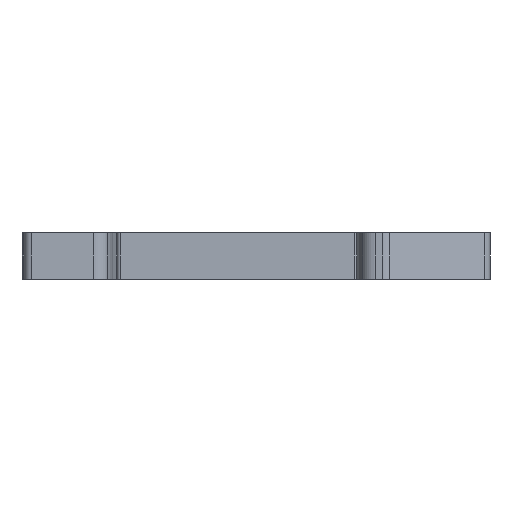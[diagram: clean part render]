
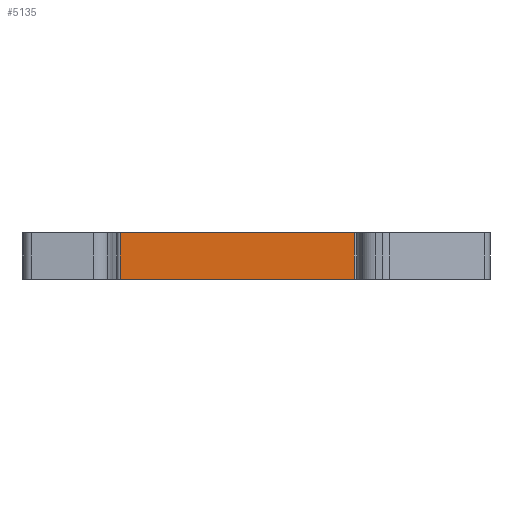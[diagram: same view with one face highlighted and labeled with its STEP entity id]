
A CAD part, front view. The second image highlights one B-rep face of the part: STEP entity #5135.
In plain terms, the highlighted planar face has unit normal (0, -1, 0).
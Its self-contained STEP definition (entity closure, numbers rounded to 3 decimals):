
#1120=DIRECTION('',(-1.,0.,0.));
#1121=VECTOR('',#1120,30.895);
#1122=CARTESIAN_POINT('',(20.7,-11.6,3.1));
#1123=LINE('',#1122,#1121);
#1929=DIRECTION('',(-1.,0.,0.));
#1930=VECTOR('',#1929,30.895);
#1931=CARTESIAN_POINT('',(20.7,-11.6,-3.1));
#1932=LINE('',#1931,#1930);
#1933=DIRECTION('',(0.,0.,-1.));
#1934=VECTOR('',#1933,6.2);
#1935=CARTESIAN_POINT('',(20.7,-11.6,3.1));
#1936=LINE('',#1935,#1934);
#1941=DIRECTION('',(0.,0.,-1.));
#1942=VECTOR('',#1941,6.2);
#1943=CARTESIAN_POINT('',(-10.195,-11.6,3.1));
#1944=LINE('',#1943,#1942);
#2578=CARTESIAN_POINT('',(-10.195,-11.6,-3.1));
#2579=VERTEX_POINT('',#2578);
#2580=CARTESIAN_POINT('',(20.7,-11.6,-3.1));
#2581=VERTEX_POINT('',#2580);
#2962=CARTESIAN_POINT('',(20.7,-11.6,3.1));
#2963=VERTEX_POINT('',#2962);
#2964=CARTESIAN_POINT('',(-10.195,-11.6,3.1));
#2965=VERTEX_POINT('',#2964);
#5123=CARTESIAN_POINT('',(-10.195,-11.6,-3.1));
#5124=DIRECTION('',(0.,-1.,0.));
#5125=DIRECTION('',(1.,0.,0.));
#5126=AXIS2_PLACEMENT_3D('',#5123,#5124,#5125);
#5127=PLANE('',#5126);
#5128=ORIENTED_EDGE('',*,*,#3354,.T.);
#5130=ORIENTED_EDGE('',*,*,#5129,.F.);
#5131=ORIENTED_EDGE('',*,*,#3813,.F.);
#5132=ORIENTED_EDGE('',*,*,#5116,.T.);
#5133=EDGE_LOOP('',(#5128,#5130,#5131,#5132));
#5134=FACE_OUTER_BOUND('',#5133,.F.);
#3354=EDGE_CURVE('',#2581,#2579,#1932,.T.);
#3813=EDGE_CURVE('',#2963,#2965,#1123,.T.);
#5116=EDGE_CURVE('',#2963,#2581,#1936,.T.);
#5129=EDGE_CURVE('',#2965,#2579,#1944,.T.);
#5135=ADVANCED_FACE('',(#5134),#5127,.T.);
